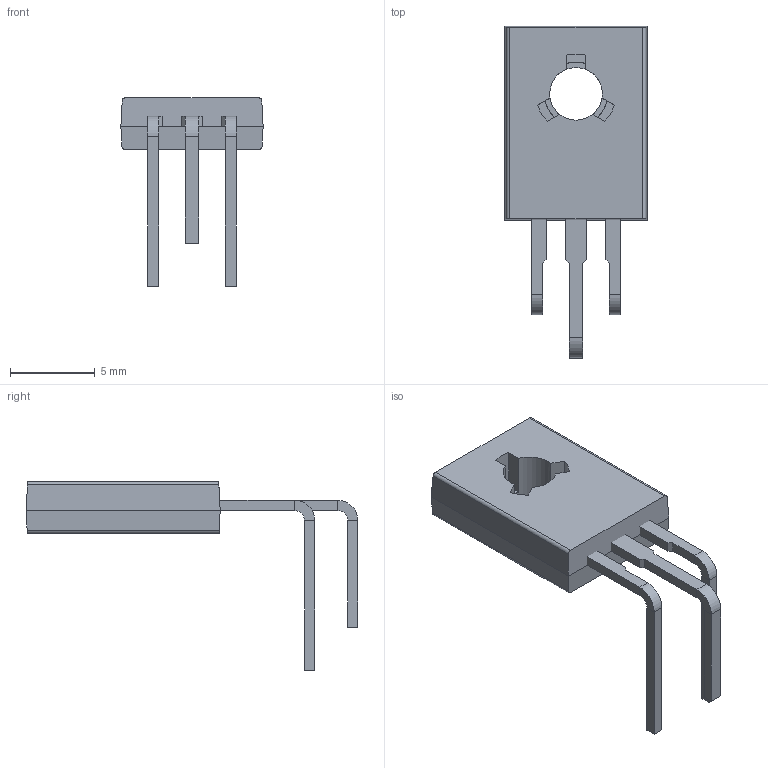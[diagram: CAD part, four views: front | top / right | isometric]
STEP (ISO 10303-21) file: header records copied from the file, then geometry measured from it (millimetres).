
FILE_DESCRIPTION(('STEP AP214'), '1');
FILE_NAME('TO-225AA-HB', '2016-03-12T19:25:36', ('Nobody'), (''), 'ASCON STEP Converter 1.3', 'ASCON Math Kernel', '');
FILE_SCHEMA(('AUTOMOTIVE_DESIGN { 1 0 10303 214 3 1 1}'));
Length unit declared in the file: millimetre
Bounding box: 8.38 x 19.54 x 11.1 mm (x, y, z)
Volume: 277 mm3; surface area: 567 mm2
Topology: 5 solids, 5 shells, 99 faces, 245 edges, 152 vertices
Faces by surface type: plane 75, cylinder 24
Full cylindrical faces by diameter (mm): 3.1 x1, 3.75 x2
Entity records: 3744 total; most frequent: CARTESIAN_POINT 518, DIRECTION 486, ORIENTED_EDGE 484, EDGE_CURVE 242, LINE 182, VECTOR 182, AXIS2_PLACEMENT_3D 152, VERTEX_POINT 152
